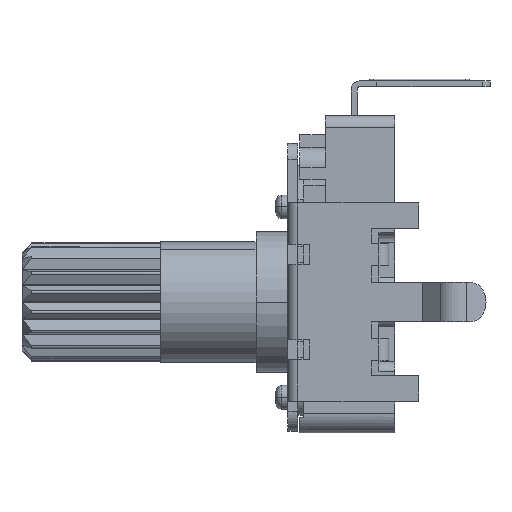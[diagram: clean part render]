
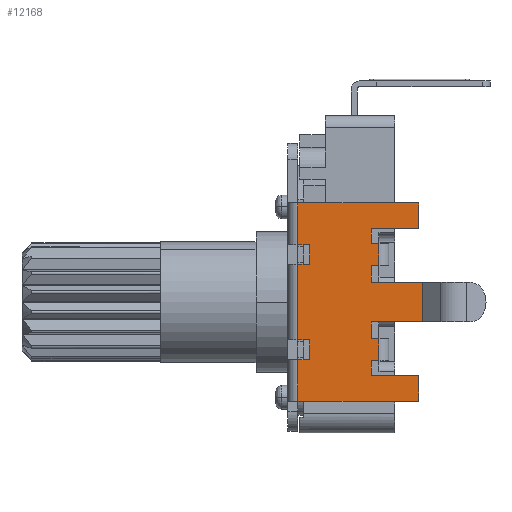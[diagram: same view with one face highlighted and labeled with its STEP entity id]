
A CAD part, left-side view. The second image highlights one B-rep face of the part: STEP entity #12168.
In plain terms, the highlighted planar face has unit normal (-1, 0, 0).
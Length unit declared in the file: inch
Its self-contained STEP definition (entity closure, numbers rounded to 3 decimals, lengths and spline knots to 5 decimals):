
#817=DIRECTION('',(0.,1.,0.));
#818=VECTOR('',#817,0.02362);
#819=CARTESIAN_POINT('',(-0.23622,-0.01969,
-0.11417));
#820=LINE('',#819,#818);
#1082=DIRECTION('',(0.,-1.,0.));
#1083=VECTOR('',#1082,0.10315);
#1084=CARTESIAN_POINT('',(-0.23622,-0.14173,
0.03937));
#1085=LINE('',#1084,#1083);
#1099=DIRECTION('',(0.,-1.,0.));
#1100=VECTOR('',#1099,0.10315);
#1101=CARTESIAN_POINT('',(-0.23622,-0.14173,
-0.03937));
#1102=LINE('',#1101,#1100);
#2622=DIRECTION('',(0.,-1.,0.));
#2623=VECTOR('',#2622,0.02362);
#2624=CARTESIAN_POINT('',(-0.23622,0.00394,
-0.0748));
#2625=LINE('',#2624,#2623);
#2639=DIRECTION('',(0.,1.,0.));
#2640=VECTOR('',#2639,0.02362);
#2641=CARTESIAN_POINT('',(-0.23622,-0.01969,
0.0748));
#2642=LINE('',#2641,#2640);
#2676=DIRECTION('',(0.,-1.,0.));
#2677=VECTOR('',#2676,0.02362);
#2678=CARTESIAN_POINT('',(-0.23622,0.00394,
0.11417));
#2679=LINE('',#2678,#2677);
#2750=DIRECTION('',(0.,0.,-1.));
#2751=VECTOR('',#2750,0.08268);
#2752=CARTESIAN_POINT('',(-0.23622,0.00394,
-0.11417));
#2753=LINE('',#2752,#2751);
#2754=DIRECTION('',(0.,0.,-1.));
#2755=VECTOR('',#2754,0.03937);
#2756=CARTESIAN_POINT('',(-0.23622,-0.01969,
-0.0748));
#2757=LINE('',#2756,#2755);
#2758=DIRECTION('',(0.,0.,-1.));
#2759=VECTOR('',#2758,0.14961);
#2760=CARTESIAN_POINT('',(-0.23622,0.00394,
0.0748));
#2761=LINE('',#2760,#2759);
#2762=DIRECTION('',(0.,0.,-1.));
#2763=VECTOR('',#2762,0.03937);
#2764=CARTESIAN_POINT('',(-0.23622,-0.01969,
0.11417));
#2765=LINE('',#2764,#2763);
#2766=DIRECTION('',(0.,0.,-1.));
#2767=VECTOR('',#2766,0.08268);
#2768=CARTESIAN_POINT('',(-0.23622,0.00394,
0.19685));
#2769=LINE('',#2768,#2767);
#2770=DIRECTION('',(0.,1.,0.));
#2771=VECTOR('',#2770,0.24016);
#2772=CARTESIAN_POINT('',(-0.23622,-0.23622,
0.19685));
#2773=LINE('',#2772,#2771);
#2774=DIRECTION('',(0.,0.,1.));
#2775=VECTOR('',#2774,0.05118);
#2776=CARTESIAN_POINT('',(-0.23622,-0.23622,
0.14567));
#2777=LINE('',#2776,#2775);
#2778=DIRECTION('',(0.,1.,0.));
#2779=VECTOR('',#2778,0.09449);
#2780=CARTESIAN_POINT('',(-0.23622,-0.23622,
0.14567));
#2781=LINE('',#2780,#2779);
#2782=DIRECTION('',(0.,0.,-1.));
#2783=VECTOR('',#2782,0.02953);
#2784=CARTESIAN_POINT('',(-0.23622,-0.14173,
0.14567));
#2785=LINE('',#2784,#2783);
#2786=DIRECTION('',(0.,1.,0.));
#2787=VECTOR('',#2786,0.01575);
#2788=CARTESIAN_POINT('',(-0.23622,-0.15748,
0.11614));
#2789=LINE('',#2788,#2787);
#2790=DIRECTION('',(0.,0.,1.));
#2791=VECTOR('',#2790,0.04331);
#2792=CARTESIAN_POINT('',(-0.23622,-0.15748,
0.07283));
#2793=LINE('',#2792,#2791);
#2794=DIRECTION('',(0.,-1.,0.));
#2795=VECTOR('',#2794,0.01575);
#2796=CARTESIAN_POINT('',(-0.23622,-0.14173,
0.07283));
#2797=LINE('',#2796,#2795);
#2798=DIRECTION('',(0.,0.,-1.));
#2799=VECTOR('',#2798,0.03346);
#2800=CARTESIAN_POINT('',(-0.23622,-0.14173,
0.07283));
#2801=LINE('',#2800,#2799);
#2802=DIRECTION('',(0.,0.,-1.));
#2803=VECTOR('',#2802,0.03346);
#2804=CARTESIAN_POINT('',(-0.23622,-0.14173,
-0.03937));
#2805=LINE('',#2804,#2803);
#2806=DIRECTION('',(0.,1.,0.));
#2807=VECTOR('',#2806,0.01575);
#2808=CARTESIAN_POINT('',(-0.23622,-0.15748,
-0.07283));
#2809=LINE('',#2808,#2807);
#2810=DIRECTION('',(0.,0.,1.));
#2811=VECTOR('',#2810,0.04331);
#2812=CARTESIAN_POINT('',(-0.23622,-0.15748,
-0.11614));
#2813=LINE('',#2812,#2811);
#2814=DIRECTION('',(0.,-1.,0.));
#2815=VECTOR('',#2814,0.01575);
#2816=CARTESIAN_POINT('',(-0.23622,-0.14173,
-0.11614));
#2817=LINE('',#2816,#2815);
#2818=DIRECTION('',(0.,0.,-1.));
#2819=VECTOR('',#2818,0.02953);
#2820=CARTESIAN_POINT('',(-0.23622,-0.14173,
-0.11614));
#2821=LINE('',#2820,#2819);
#2822=DIRECTION('',(0.,1.,0.));
#2823=VECTOR('',#2822,0.09449);
#2824=CARTESIAN_POINT('',(-0.23622,-0.23622,
-0.14567));
#2825=LINE('',#2824,#2823);
#2826=DIRECTION('',(0.,0.,1.));
#2827=VECTOR('',#2826,0.05118);
#2828=CARTESIAN_POINT('',(-0.23622,-0.23622,
-0.19685));
#2829=LINE('',#2828,#2827);
#2830=DIRECTION('',(0.,-1.,0.));
#2831=VECTOR('',#2830,0.24016);
#2832=CARTESIAN_POINT('',(-0.23622,0.00394,
-0.19685));
#2833=LINE('',#2832,#2831);
#2842=DIRECTION('',(0.,0.,1.));
#2843=VECTOR('',#2842,0.07874);
#2844=CARTESIAN_POINT('',(-0.23622,-0.24488,
-0.03937));
#2845=LINE('',#2844,#2843);
#7865=CARTESIAN_POINT('',(-0.23622,-0.23622,
-0.19685));
#7867=VERTEX_POINT('',#7865);
#7869=CARTESIAN_POINT('',(-0.23622,-0.23622,
0.19685));
#7871=VERTEX_POINT('',#7869);
#7896=CARTESIAN_POINT('',(-0.23622,-0.23622,
0.14567));
#7897=CARTESIAN_POINT('',(-0.23622,-0.14173,
0.14567));
#7898=VERTEX_POINT('',#7896);
#7899=VERTEX_POINT('',#7897);
#7900=CARTESIAN_POINT('',(-0.23622,-0.23622,
-0.14567));
#7901=CARTESIAN_POINT('',(-0.23622,-0.14173,
-0.14567));
#7902=VERTEX_POINT('',#7900);
#7903=VERTEX_POINT('',#7901);
#7944=CARTESIAN_POINT('',(-0.23622,-0.24488,
-0.03937));
#7946=VERTEX_POINT('',#7944);
#7954=CARTESIAN_POINT('',(-0.23622,-0.24488,
0.03937));
#7956=VERTEX_POINT('',#7954);
#7989=CARTESIAN_POINT('',(-0.23622,-0.14173,
-0.03937));
#7991=VERTEX_POINT('',#7989);
#7997=CARTESIAN_POINT('',(-0.23622,-0.14173,
0.03937));
#7999=VERTEX_POINT('',#7997);
#8076=CARTESIAN_POINT('',(-0.23622,-0.01969,
0.11417));
#8078=VERTEX_POINT('',#8076);
#8080=CARTESIAN_POINT('',(-0.23622,-0.01969,
0.0748));
#8082=VERTEX_POINT('',#8080);
#8084=CARTESIAN_POINT('',(-0.23622,-0.01969,
-0.0748));
#8086=VERTEX_POINT('',#8084);
#8088=CARTESIAN_POINT('',(-0.23622,-0.01969,
-0.11417));
#8090=VERTEX_POINT('',#8088);
#8112=CARTESIAN_POINT('',(-0.23622,-0.14173,
-0.11614));
#8114=VERTEX_POINT('',#8112);
#8116=CARTESIAN_POINT('',(-0.23622,-0.14173,
-0.07283));
#8118=VERTEX_POINT('',#8116);
#8120=CARTESIAN_POINT('',(-0.23622,-0.14173,
0.07283));
#8122=VERTEX_POINT('',#8120);
#8124=CARTESIAN_POINT('',(-0.23622,-0.14173,
0.11614));
#8126=VERTEX_POINT('',#8124);
#8176=CARTESIAN_POINT('',(-0.23622,-0.15748,
-0.07283));
#8178=VERTEX_POINT('',#8176);
#8182=CARTESIAN_POINT('',(-0.23622,-0.15748,
-0.11614));
#8183=VERTEX_POINT('',#8182);
#8184=CARTESIAN_POINT('',(-0.23622,-0.15748,
0.11614));
#8186=VERTEX_POINT('',#8184);
#8190=CARTESIAN_POINT('',(-0.23622,-0.15748,
0.07283));
#8191=VERTEX_POINT('',#8190);
#8208=CARTESIAN_POINT('',(-0.23622,0.00394,
-0.19685));
#8210=VERTEX_POINT('',#8208);
#8214=CARTESIAN_POINT('',(-0.23622,0.00394,
-0.11417));
#8215=VERTEX_POINT('',#8214);
#8216=CARTESIAN_POINT('',(-0.23622,0.00394,
0.11417));
#8218=VERTEX_POINT('',#8216);
#8222=CARTESIAN_POINT('',(-0.23622,0.00394,
0.19685));
#8223=VERTEX_POINT('',#8222);
#8224=CARTESIAN_POINT('',(-0.23622,0.00394,
-0.0748));
#8226=VERTEX_POINT('',#8224);
#8230=CARTESIAN_POINT('',(-0.23622,0.00394,
0.0748));
#8231=VERTEX_POINT('',#8230);
#12129=CARTESIAN_POINT('',(-0.23622,0.02362,0.));
#12130=DIRECTION('',(-1.,0.,0.));
#12131=DIRECTION('',(0.,1.,0.));
#12132=AXIS2_PLACEMENT_3D('',#12129,#12130,#12131);
#12133=PLANE('',#12132);
#12134=ORIENTED_EDGE('',*,*,#10253,.F.);
#12135=ORIENTED_EDGE('',*,*,#9812,.F.);
#12137=ORIENTED_EDGE('',*,*,#12136,.F.);
#12138=ORIENTED_EDGE('',*,*,#11837,.F.);
#12139=ORIENTED_EDGE('',*,*,#11857,.F.);
#12140=ORIENTED_EDGE('',*,*,#11875,.F.);
#12142=ORIENTED_EDGE('',*,*,#12141,.F.);
#12143=ORIENTED_EDGE('',*,*,#11923,.F.);
#12144=ORIENTED_EDGE('',*,*,#11941,.F.);
#12145=ORIENTED_EDGE('',*,*,#11959,.F.);
#12146=ORIENTED_EDGE('',*,*,#12035,.F.);
#12147=ORIENTED_EDGE('',*,*,#12050,.T.);
#12148=ORIENTED_EDGE('',*,*,#12063,.T.);
#12149=ORIENTED_EDGE('',*,*,#12082,.F.);
#12150=ORIENTED_EDGE('',*,*,#12124,.F.);
#12151=ORIENTED_EDGE('',*,*,#9991,.F.);
#12152=ORIENTED_EDGE('',*,*,#10011,.T.);
#12153=ORIENTED_EDGE('',*,*,#10037,.T.);
#12155=ORIENTED_EDGE('',*,*,#12154,.F.);
#12156=ORIENTED_EDGE('',*,*,#10067,.F.);
#12157=ORIENTED_EDGE('',*,*,#10093,.T.);
#12158=ORIENTED_EDGE('',*,*,#10113,.F.);
#12160=ORIENTED_EDGE('',*,*,#12159,.F.);
#12161=ORIENTED_EDGE('',*,*,#10160,.F.);
#12162=ORIENTED_EDGE('',*,*,#10192,.T.);
#12163=ORIENTED_EDGE('',*,*,#10205,.F.);
#12164=ORIENTED_EDGE('',*,*,#10220,.F.);
#12165=ORIENTED_EDGE('',*,*,#10232,.F.);
#12166=EDGE_LOOP('',(#12134,#12135,#12137,#12138,#12139,#12140,#12142,#12143,
#12144,#12145,#12146,#12147,#12148,#12149,#12150,#12151,#12152,#12153,#12155,
#12156,#12157,#12158,#12160,#12161,#12162,#12163,#12164,#12165));
#12167=FACE_OUTER_BOUND('',#12166,.F.);
#12168=ADVANCED_FACE('',(#12167),#12133,.T.);
#9812=EDGE_CURVE('',#8090,#8215,#820,.T.);
#9991=EDGE_CURVE('',#8122,#8191,#2797,.T.);
#10011=EDGE_CURVE('',#8122,#7999,#2801,.T.);
#10037=EDGE_CURVE('',#7999,#7956,#1085,.T.);
#10067=EDGE_CURVE('',#7991,#7946,#1102,.T.);
#10093=EDGE_CURVE('',#7991,#8118,#2805,.T.);
#10113=EDGE_CURVE('',#8178,#8118,#2809,.T.);
#10160=EDGE_CURVE('',#8114,#8183,#2817,.T.);
#10192=EDGE_CURVE('',#8114,#7903,#2821,.T.);
#10205=EDGE_CURVE('',#7902,#7903,#2825,.T.);
#10220=EDGE_CURVE('',#7867,#7902,#2829,.T.);
#10232=EDGE_CURVE('',#8210,#7867,#2833,.T.);
#10253=EDGE_CURVE('',#8215,#8210,#2753,.T.);
#11837=EDGE_CURVE('',#8226,#8086,#2625,.T.);
#11857=EDGE_CURVE('',#8231,#8226,#2761,.T.);
#11875=EDGE_CURVE('',#8082,#8231,#2642,.T.);
#11923=EDGE_CURVE('',#8218,#8078,#2679,.T.);
#11941=EDGE_CURVE('',#8223,#8218,#2769,.T.);
#11959=EDGE_CURVE('',#7871,#8223,#2773,.T.);
#12035=EDGE_CURVE('',#7898,#7871,#2777,.T.);
#12050=EDGE_CURVE('',#7898,#7899,#2781,.T.);
#12063=EDGE_CURVE('',#7899,#8126,#2785,.T.);
#12082=EDGE_CURVE('',#8186,#8126,#2789,.T.);
#12124=EDGE_CURVE('',#8191,#8186,#2793,.T.);
#12136=EDGE_CURVE('',#8086,#8090,#2757,.T.);
#12141=EDGE_CURVE('',#8078,#8082,#2765,.T.);
#12154=EDGE_CURVE('',#7946,#7956,#2845,.T.);
#12159=EDGE_CURVE('',#8183,#8178,#2813,.T.);
